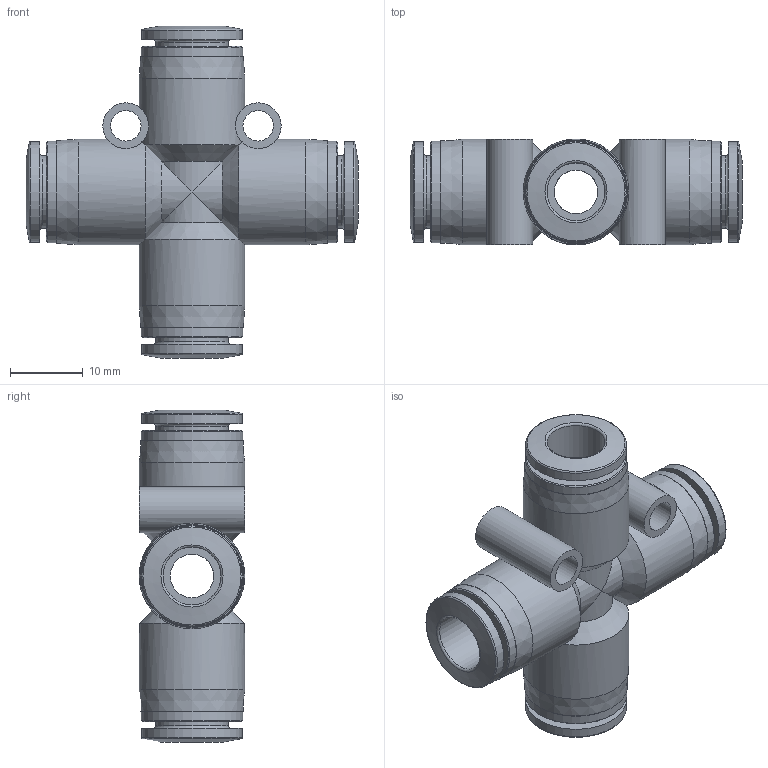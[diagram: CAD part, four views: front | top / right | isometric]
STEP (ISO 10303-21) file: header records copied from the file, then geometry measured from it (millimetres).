
FILE_DESCRIPTION(/* description */ ('STEP AP214'),/* implementation_level */ '2;1');
FILE_NAME(/* name */ '564781_QBX-5_16T-U',/* time_stamp */ '2024-09-14T04:44:37+02:00',/* author */ ('License CC BY-ND 4.0'),/* organization */ ('CADENAS'),/* preprocessor_version */ 'ST-DEVELOPER v19.3',/* originating_system */ 'PARTsolutions',/* authorisation */ ' ');
FILE_SCHEMA (('AUTOMOTIVE_DESIGN {1 0 10303 214 3 1 1}'));
Length unit declared in the file: millimetre
Products named in the file (1): 564781 QBX-5/16T-U
Bounding box: 45.6 x 14.5 x 45.6 mm (x, y, z)
Volume: 8206.1 mm3; surface area: 7073.7 mm2
Topology: 1 solids, 1 shells, 88 faces, 188 edges, 114 vertices
Faces by surface type: cylinder 36, cone 20, plane 20, torus 12
Full cylindrical faces by diameter (mm): 4.2 x2, 6 x4, 6.3 x2, 7.938 x4, 9.938 x4, 13.8 x4, 14 x4, 14.5 x4
Entity records: 2813 total; most frequent: CARTESIAN_POINT 467, DIRECTION 382, ORIENTED_EDGE 260, AXIS2_PLACEMENT_3D 191, EDGE_LOOP 162, FACE_BOUND 162, EDGE_CURVE 130, VERTEX_POINT 108
